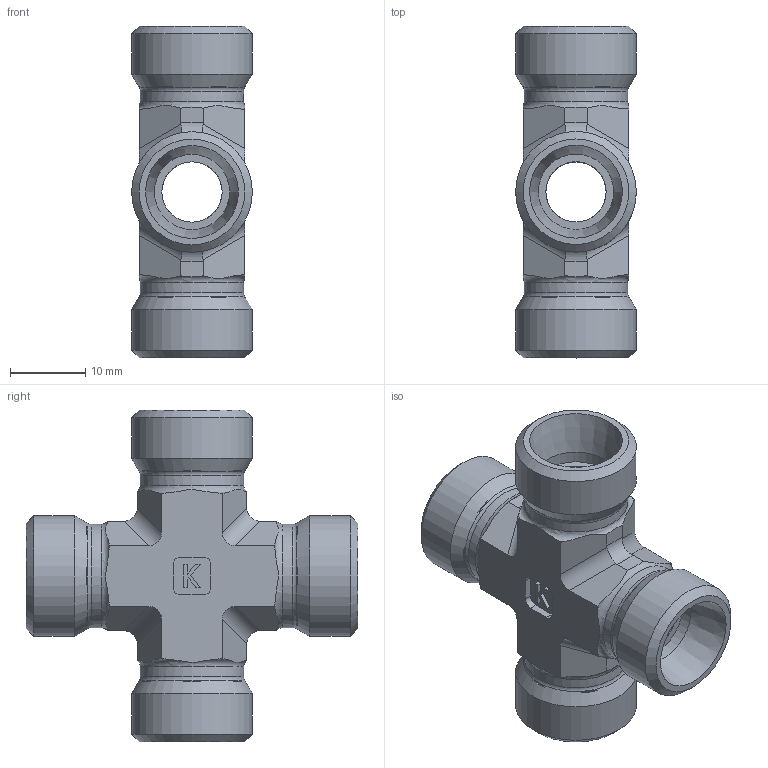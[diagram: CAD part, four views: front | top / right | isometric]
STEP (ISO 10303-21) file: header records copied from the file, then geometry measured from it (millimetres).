
FILE_DESCRIPTION((''),'2;1');
FILE_NAME('4911016.stp','2014-09-18T14:32:15',(''),('KNOMI spol. s r. o.'),'Autodesk Inventor 2012','Autodesk Inventor 2012','');
FILE_SCHEMA(('AUTOMOTIVE_DESIGN { 1 2 10303 214 0 1 1 1 }'));
Length unit declared in the file: millimetre
Products named in the file (1): KS2 10L 4xM16  Js08
Bounding box: 16 x 44 x 44 mm (x, y, z)
Volume: 8020.2 mm3; surface area: 5960.4 mm2
Topology: 1 solids, 1 shells, 168 faces, 408 edges, 266 vertices
Faces by surface type: plane 116, cylinder 32, cone 12, torus 8
Full cylindrical faces by diameter (mm): 8 x4, 10 x4, 13.7 x4, 16 x4
Entity records: 4734 total; most frequent: CARTESIAN_POINT 1091, DIRECTION 750, ORIENTED_EDGE 688, EDGE_CURVE 344, AXIS2_PLACEMENT_3D 293, VERTEX_POINT 242, EDGE_LOOP 238, FACE_OUTER_BOUND 168
